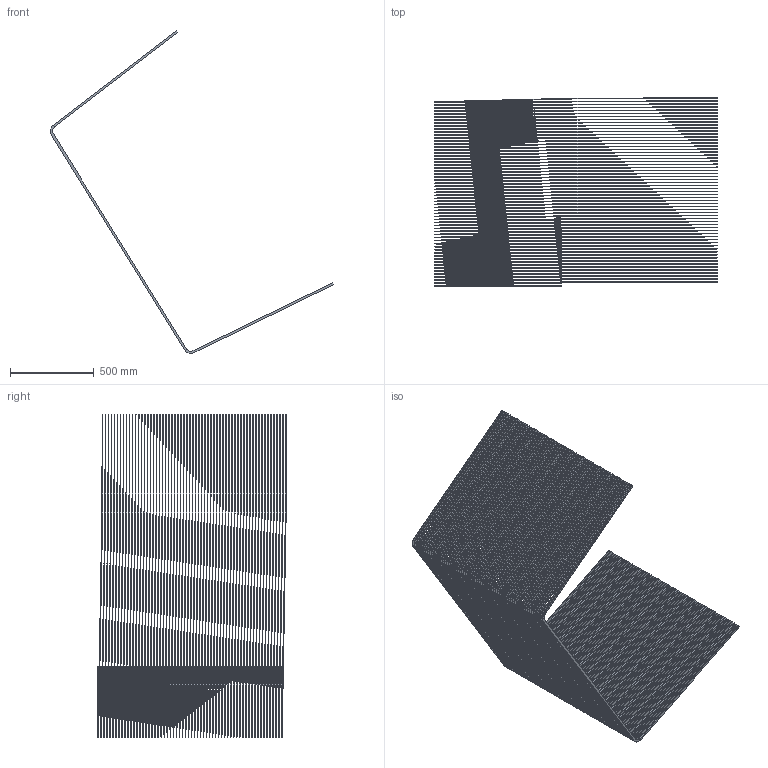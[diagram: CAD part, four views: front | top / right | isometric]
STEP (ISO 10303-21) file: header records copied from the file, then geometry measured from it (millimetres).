
FILE_DESCRIPTION(('FreeCAD Model'),'2;1');
FILE_NAME('detailed_DCLL/step/first_wall_coolant_sample_envelope_1.step' ,'2018-01-30T14:13:55',('FreeCAD'),('FreeCAD'), 'Open CASCADE STEP processor 7.1','FreeCAD','Unknown');
FILE_SCHEMA(('AUTOMOTIVE_DESIGN_CC2 { 1 2 10303 214 -1 1 5 4 }'));
Length unit declared in the file: millimetre
Products named in the file (63): Open CASCADE STEP translator 7.1 2; Open CASCADE STEP translator 7.1 2.1; Open CASCADE STEP translator 7.1 2.2; Open CASCADE STEP translator 7.1 2.3; Open CASCADE STEP translator 7.1 2.4; Open CASCADE STEP translator 7.1 2.5; Open CASCADE STEP translator 7.1 2.6; Open CASCADE STEP translator 7.1 2.7; Open CASCADE STEP translator 7.1 2.8; Open CASCADE STEP translator 7.1 2.9; Open CASCADE STEP translator 7.1 2.10; Open CASCADE STEP translator 7.1 2.11; Open CASCADE STEP translator 7.1 2.12; Open CASCADE STEP translator 7.1 2.13; Open CASCADE STEP translator 7.1 2.14; Open CASCADE STEP translator 7.1 2.15; Open CASCADE STEP translator 7.1 2.16; Open CASCADE STEP translator 7.1 2.17; Open CASCADE STEP translator 7.1 2.18; Open CASCADE STEP translator 7.1 2.19; Open CASCADE STEP translator 7.1 2.20; Open CASCADE STEP translator 7.1 2.21; Open CASCADE STEP translator 7.1 2.22; Open CASCADE STEP translator 7.1 2.23; Open CASCADE STEP translator 7.1 2.24; Open CASCADE STEP translator 7.1 2.25; Open CASCADE STEP translator 7.1 2.26; Open CASCADE STEP translator 7.1 2.27; Open CASCADE STEP translator 7.1 2.28; Open CASCADE STEP translator 7.1 2.29; Open CASCADE STEP translator 7.1 2.30; Open CASCADE STEP translator 7.1 2.31; Open CASCADE STEP translator 7.1 2.32; Open CASCADE STEP translator 7.1 2.33; Open CASCADE STEP translator 7.1 2.34; Open CASCADE STEP translator 7.1 2.35; Open CASCADE STEP translator 7.1 2.36; Open CASCADE STEP translator 7.1 2.37; Open CASCADE STEP translator 7.1 2.38; Open CASCADE STEP translator 7.1 2.39 ...
Assembly tree (62 placements, depth 2):
  Open CASCADE STEP translator 7.1 2
    Open CASCADE STEP translator 7.1 2.1
    Open CASCADE STEP translator 7.1 2.2
    Open CASCADE STEP translator 7.1 2.3
    Open CASCADE STEP translator 7.1 2.4
    Open CASCADE STEP translator 7.1 2.5
    Open CASCADE STEP translator 7.1 2.6
    Open CASCADE STEP translator 7.1 2.7
    Open CASCADE STEP translator 7.1 2.8
    Open CASCADE STEP translator 7.1 2.9
    Open CASCADE STEP translator 7.1 2.10
    Open CASCADE STEP translator 7.1 2.11
    Open CASCADE STEP translator 7.1 2.12
    Open CASCADE STEP translator 7.1 2.13
    Open CASCADE STEP translator 7.1 2.14
    Open CASCADE STEP translator 7.1 2.15
    Open CASCADE STEP translator 7.1 2.16
    Open CASCADE STEP translator 7.1 2.17
    Open CASCADE STEP translator 7.1 2.18
    Open CASCADE STEP translator 7.1 2.19
    Open CASCADE STEP translator 7.1 2.20
    Open CASCADE STEP translator 7.1 2.21
    Open CASCADE STEP translator 7.1 2.22
    Open CASCADE STEP translator 7.1 2.23
    Open CASCADE STEP translator 7.1 2.24
    Open CASCADE STEP translator 7.1 2.25
    Open CASCADE STEP translator 7.1 2.26
    Open CASCADE STEP translator 7.1 2.27
    Open CASCADE STEP translator 7.1 2.28
    Open CASCADE STEP translator 7.1 2.29
    Open CASCADE STEP translator 7.1 2.30
    Open CASCADE STEP translator 7.1 2.31
    Open CASCADE STEP translator 7.1 2.32
    Open CASCADE STEP translator 7.1 2.33
    Open CASCADE STEP translator 7.1 2.34
    Open CASCADE STEP translator 7.1 2.35
    Open CASCADE STEP translator 7.1 2.36
    Open CASCADE STEP translator 7.1 2.37
    Open CASCADE STEP translator 7.1 2.38
    Open CASCADE STEP translator 7.1 2.39
    Open CASCADE STEP translator 7.1 2.40
    Open CASCADE STEP translator 7.1 2.41
    Open CASCADE STEP translator 7.1 2.42
    Open CASCADE STEP translator 7.1 2.43
    Open CASCADE STEP translator 7.1 2.44
    Open CASCADE STEP translator 7.1 2.45
    Open CASCADE STEP translator 7.1 2.46
    Open CASCADE STEP translator 7.1 2.47
    Open CASCADE STEP translator 7.1 2.48
    Open CASCADE STEP translator 7.1 2.49
    Open CASCADE STEP translator 7.1 2.50
    Open CASCADE STEP translator 7.1 2.51
    Open CASCADE STEP translator 7.1 2.52
    Open CASCADE STEP translator 7.1 2.53
    Open CASCADE STEP translator 7.1 2.54
    Open CASCADE STEP translator 7.1 2.55
    Open CASCADE STEP translator 7.1 2.56
    Open CASCADE STEP translator 7.1 2.57
    Open CASCADE STEP translator 7.1 2.58
    Open CASCADE STEP translator 7.1 2.59
Bounding box: 1694.8 x 1130 x 1931.85 mm (x, y, z)
Volume: 13112827.7 mm3; surface area: 7778136.8 mm2
Topology: 62 solids, 62 shells, 868 faces, 2232 edges, 1488 vertices
Faces by surface type: plane 620, cylinder 248
Entity records: 56808 total; most frequent: CARTESIAN_POINT 15563, DIRECTION 6078, ORIENTED_EDGE 4464, PCURVE 4464, DEFINITIONAL_REPRESENTATION 4464, B_SPLINE_CURVE_WITH_KNOTS 2976, LINE 2728, VECTOR 2728
